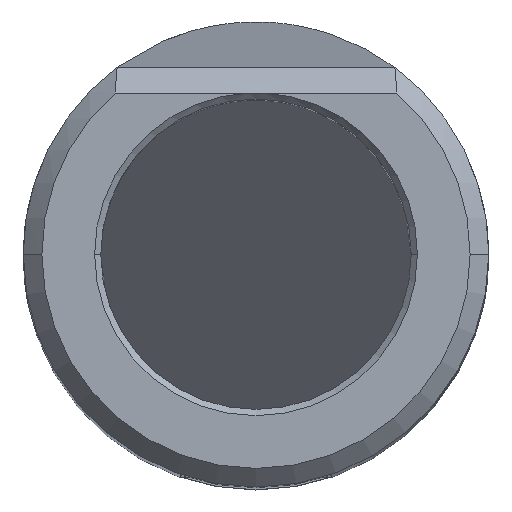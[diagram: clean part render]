
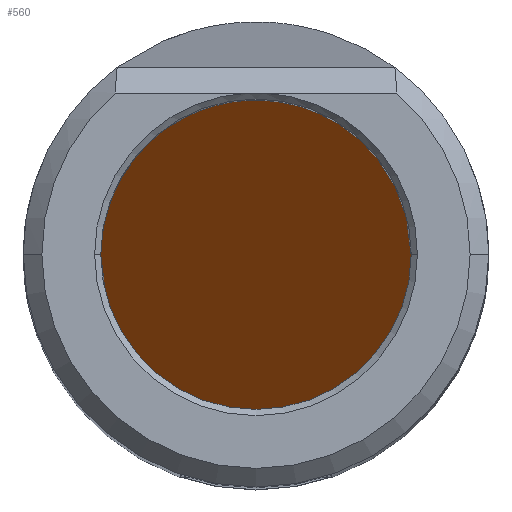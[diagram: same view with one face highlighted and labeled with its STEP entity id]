
A CAD part, top view. The second image highlights one B-rep face of the part: STEP entity #560.
In plain terms, the highlighted planar face has unit normal (0, -0.707, 0.707).
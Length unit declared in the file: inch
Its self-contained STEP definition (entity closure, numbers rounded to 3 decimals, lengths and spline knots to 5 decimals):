
#159 = CARTESIAN_POINT ( 'NONE',  ( -0.25, 0., -1.28 ) ) ;
#181 = DIRECTION ( 'NONE',  ( 0., -0.707, 0.707 ) ) ;
#185 = ORIENTED_EDGE ( 'NONE', *, *, #485, .T. ) ;
#194 =( BOUNDED_CURVE ( )  B_SPLINE_CURVE ( 3, ( #448, #792, #517, #852 ),
 .UNSPECIFIED., .F., .T. ) 
 B_SPLINE_CURVE_WITH_KNOTS ( ( 4, 4 ),
 ( 4.71239, 7.85398 ),
 .UNSPECIFIED. ) 
 CURVE ( )  GEOMETRIC_REPRESENTATION_ITEM ( )  RATIONAL_B_SPLINE_CURVE ( ( 1., 0.333, 0.333, 1. ) ) 
 REPRESENTATION_ITEM ( '' )  );
#215 = AXIS2_PLACEMENT_3D ( 'NONE', #245, #181, #514 ) ;
#245 = CARTESIAN_POINT ( 'NONE',  ( -0.37508, 0.25, -1.03 ) ) ;
#269 = EDGE_LOOP ( 'NONE', ( #185, #833 ) ) ;
#308 = CARTESIAN_POINT ( 'NONE',  ( 0.25, -0.5, -1.78 ) ) ;
#348 = CARTESIAN_POINT ( 'NONE',  ( 0.25, 0., -1.28 ) ) ;
#349 = VERTEX_POINT ( 'NONE', #159 ) ;
#381 = CARTESIAN_POINT ( 'NONE',  ( -0.25, 0., -1.28 ) ) ;
#387 = FACE_OUTER_BOUND ( 'NONE', #269, .T. ) ;
#390 = EDGE_CURVE ( 'NONE', #349, #705, #669, .T. ) ;
#448 = CARTESIAN_POINT ( 'NONE',  ( 0.25, 0., -1.28 ) ) ;
#485 = EDGE_CURVE ( 'NONE', #705, #349, #194, .T. ) ;
#514 = DIRECTION ( 'NONE',  ( 0., -0.707, -0.707 ) ) ;
#517 = CARTESIAN_POINT ( 'NONE',  ( -0.25, 0.5, -0.78 ) ) ;
#560 = ADVANCED_FACE ( 'NONE', ( #387 ), #576, .T. ) ;
#576 = PLANE ( 'NONE',  #215 ) ;
#638 = CARTESIAN_POINT ( 'NONE',  ( -0.25, -0.5, -1.78 ) ) ;
#669 =( BOUNDED_CURVE ( )  B_SPLINE_CURVE ( 3, ( #381, #638, #308, #774 ),
 .UNSPECIFIED., .F., .T. ) 
 B_SPLINE_CURVE_WITH_KNOTS ( ( 4, 4 ),
 ( 1.5708, 4.71239 ),
 .UNSPECIFIED. ) 
 CURVE ( )  GEOMETRIC_REPRESENTATION_ITEM ( )  RATIONAL_B_SPLINE_CURVE ( ( 1., 0.333, 0.333, 1. ) ) 
 REPRESENTATION_ITEM ( '' )  );
#705 = VERTEX_POINT ( 'NONE', #348 ) ;
#774 = CARTESIAN_POINT ( 'NONE',  ( 0.25, 0., -1.28 ) ) ;
#792 = CARTESIAN_POINT ( 'NONE',  ( 0.25, 0.5, -0.78 ) ) ;
#833 = ORIENTED_EDGE ( 'NONE', *, *, #390, .T. ) ;
#852 = CARTESIAN_POINT ( 'NONE',  ( -0.25, 0., -1.28 ) ) ;
